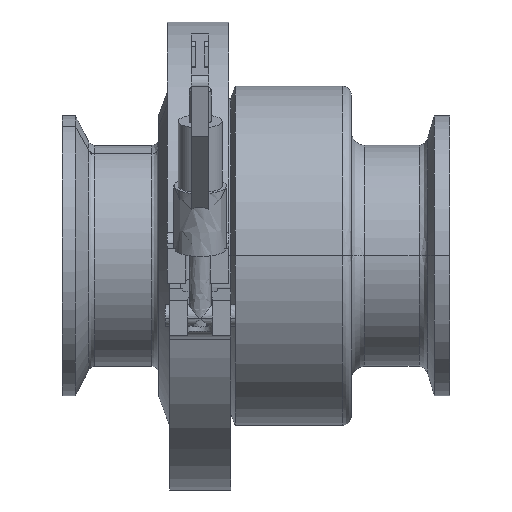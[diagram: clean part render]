
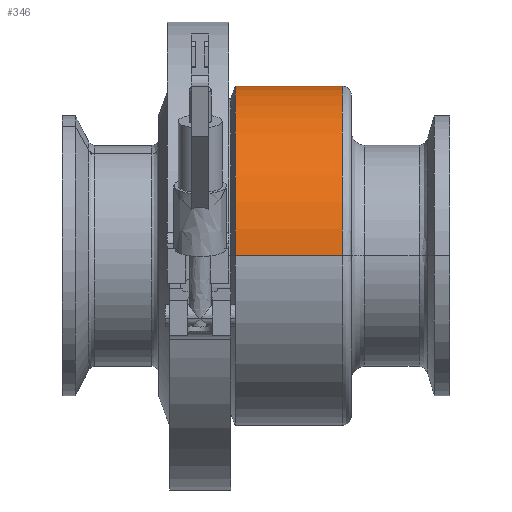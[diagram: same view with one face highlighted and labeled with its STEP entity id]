
A CAD part, top view. The second image highlights one B-rep face of the part: STEP entity #346.
In plain terms, the highlighted free-form (B-spline) face has degree [2, 1] with [5, 2] control points.
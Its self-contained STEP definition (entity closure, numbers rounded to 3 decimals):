
#315 = VERTEX_POINT('',#316);
#316 = CARTESIAN_POINT('',(8.254,0.,31.984));
#321 = EDGE_CURVE('',#315,#322,#324,.T.);
#322 = VERTEX_POINT('',#323);
#323 = CARTESIAN_POINT('',(8.254,0.,
    -31.984));
#324 = ( BOUNDED_CURVE() B_SPLINE_CURVE(2,(#325,#326,#327,#328,#329),
.UNSPECIFIED.,.F.,.F.) B_SPLINE_CURVE_WITH_KNOTS((3,2,3),(0.,
1.571,3.142),.PIECEWISE_BEZIER_KNOTS.) CURVE() 
GEOMETRIC_REPRESENTATION_ITEM() RATIONAL_B_SPLINE_CURVE((1.,
0.707,1.,0.707,1.)) REPRESENTATION_ITEM('') );
#325 = CARTESIAN_POINT('',(8.254,0.,31.984));
#326 = CARTESIAN_POINT('',(8.254,31.984,31.984)
  );
#327 = CARTESIAN_POINT('',(8.254,31.984,
    0.));
#328 = CARTESIAN_POINT('',(8.254,31.984,-31.984)
  );
#329 = CARTESIAN_POINT('',(8.254,0.,
    -31.984));
#346 = ADVANCED_FACE('',(#347),#372,.T.);
#347 = FACE_BOUND('',#348,.T.);
#348 = EDGE_LOOP('',(#349,#361,#366,#367));
#349 = ORIENTED_EDGE('',*,*,#350,.T.);
#350 = EDGE_CURVE('',#351,#353,#355,.T.);
#351 = VERTEX_POINT('',#352);
#352 = CARTESIAN_POINT('',(28.476,0.,31.984));
#353 = VERTEX_POINT('',#354);
#354 = CARTESIAN_POINT('',(28.476,0.,
    -31.984));
#355 = ( BOUNDED_CURVE() B_SPLINE_CURVE(2,(#356,#357,#358,#359,#360),
.UNSPECIFIED.,.F.,.F.) B_SPLINE_CURVE_WITH_KNOTS((3,2,3),(0.,
1.571,3.142),.PIECEWISE_BEZIER_KNOTS.) CURVE() 
GEOMETRIC_REPRESENTATION_ITEM() RATIONAL_B_SPLINE_CURVE((1.,
0.707,1.,0.707,1.)) REPRESENTATION_ITEM('') );
#356 = CARTESIAN_POINT('',(28.476,0.,31.984));
#357 = CARTESIAN_POINT('',(28.476,31.984,
    31.984));
#358 = CARTESIAN_POINT('',(28.476,31.984,
    0.));
#359 = CARTESIAN_POINT('',(28.476,31.984,
    -31.984));
#360 = CARTESIAN_POINT('',(28.476,0.,
    -31.984));
#361 = ORIENTED_EDGE('',*,*,#362,.T.);
#362 = EDGE_CURVE('',#353,#322,#363,.T.);
#363 = B_SPLINE_CURVE_WITH_KNOTS('',1,(#364,#365),.UNSPECIFIED.,.F.,.F.,
  (2,2),(-34.5,-10.),.PIECEWISE_BEZIER_KNOTS.);
#364 = CARTESIAN_POINT('',(28.476,0.,
    -31.984));
#365 = CARTESIAN_POINT('',(8.254,0.,
    -31.984));
#366 = ORIENTED_EDGE('',*,*,#321,.F.);
#367 = ORIENTED_EDGE('',*,*,#368,.F.);
#368 = EDGE_CURVE('',#351,#315,#369,.T.);
#369 = B_SPLINE_CURVE_WITH_KNOTS('',1,(#370,#371),.UNSPECIFIED.,.F.,.F.,
  (2,2),(-34.5,-10.),.PIECEWISE_BEZIER_KNOTS.);
#370 = CARTESIAN_POINT('',(28.476,0.,31.984));
#371 = CARTESIAN_POINT('',(8.254,0.,31.984));
#372 = ( BOUNDED_SURFACE() B_SPLINE_SURFACE(2,1,(
    (#373,#374)
    ,(#375,#376)
    ,(#377,#378)
    ,(#379,#380)
,(#381,#382
    )),.UNSPECIFIED.,.F.,.F.,.F.) B_SPLINE_SURFACE_WITH_KNOTS((3,2,3),(2
    ,2),(0.,1.571,3.142),(-34.5,-10.),
.PIECEWISE_BEZIER_KNOTS.) GEOMETRIC_REPRESENTATION_ITEM() 
RATIONAL_B_SPLINE_SURFACE((
    (1.,1.)
    ,(0.707,0.707)
    ,(1.,1.)
    ,(0.707,0.707)
,(1.,1.))) REPRESENTATION_ITEM('') SURFACE() );
#373 = CARTESIAN_POINT('',(28.476,0.,31.984));
#374 = CARTESIAN_POINT('',(8.254,0.,31.984));
#375 = CARTESIAN_POINT('',(28.476,31.984,
    31.984));
#376 = CARTESIAN_POINT('',(8.254,31.984,31.984)
  );
#377 = CARTESIAN_POINT('',(28.476,31.984,
    0.));
#378 = CARTESIAN_POINT('',(8.254,31.984,
    0.));
#379 = CARTESIAN_POINT('',(28.476,31.984,
    -31.984));
#380 = CARTESIAN_POINT('',(8.254,31.984,-31.984)
  );
#381 = CARTESIAN_POINT('',(28.476,0.,
    -31.984));
#382 = CARTESIAN_POINT('',(8.254,0.,
    -31.984));
